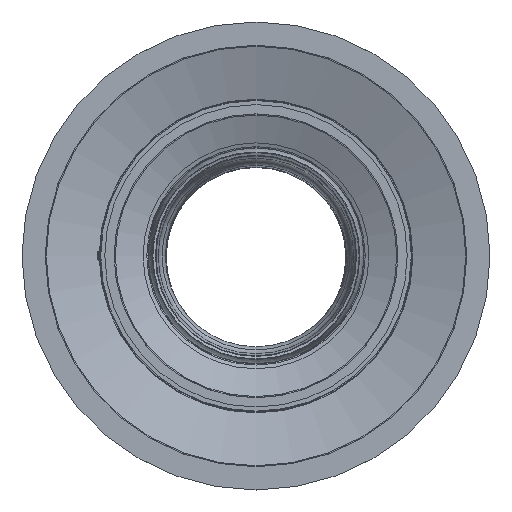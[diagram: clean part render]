
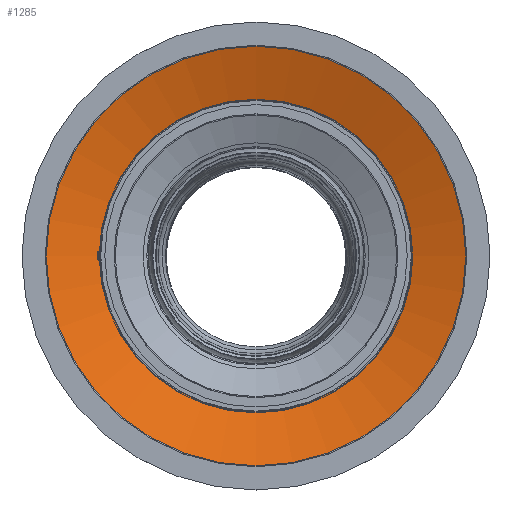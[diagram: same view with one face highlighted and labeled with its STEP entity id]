
A CAD part, top view. The second image highlights one B-rep face of the part: STEP entity #1285.
In plain terms, the highlighted conical face has half-angle 71.595 degrees and reference radius 1289.36 mm.
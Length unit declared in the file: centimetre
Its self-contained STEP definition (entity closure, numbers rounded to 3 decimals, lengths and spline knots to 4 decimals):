
#37=CONICAL_SURFACE('',#1418,128.9362,1.25);
#109=LINE('',#2402,#145);
#145=VECTOR('',#1724,128.9362);
#211=FACE_OUTER_BOUND('',#302,.T.);
#302=EDGE_LOOP('',(#974,#975,#976,#977,#978));
#410=CIRCLE('',#1417,109.9502);
#411=CIRCLE('',#1419,147.9222);
#412=CIRCLE('',#1420,147.9222);
#569=VERTEX_POINT('',#2397);
#570=VERTEX_POINT('',#2401);
#571=VERTEX_POINT('',#2403);
#717=EDGE_CURVE('',#569,#569,#410,.T.);
#718=EDGE_CURVE('',#569,#570,#109,.T.);
#719=EDGE_CURVE('',#571,#570,#411,.T.);
#720=EDGE_CURVE('',#570,#571,#412,.T.);
#974=ORIENTED_EDGE('',*,*,#717,.T.);
#975=ORIENTED_EDGE('',*,*,#718,.T.);
#976=ORIENTED_EDGE('',*,*,#719,.F.);
#977=ORIENTED_EDGE('',*,*,#720,.F.);
#978=ORIENTED_EDGE('',*,*,#718,.F.);
#1285=ADVANCED_FACE('',(#211),#37,.F.);
#1417=AXIS2_PLACEMENT_3D('',#2399,#1720,#1721);
#1418=AXIS2_PLACEMENT_3D('',#2400,#1722,#1723);
#1419=AXIS2_PLACEMENT_3D('',#2404,#1725,#1726);
#1420=AXIS2_PLACEMENT_3D('',#2405,#1727,#1728);
#1720=DIRECTION('center_axis',(0.,0.,-1.));
#1721=DIRECTION('ref_axis',(1.,0.,0.));
#1722=DIRECTION('center_axis',(0.,0.,1.));
#1723=DIRECTION('ref_axis',(-1.,0.,0.));
#1724=DIRECTION('',(0.949,0.,0.316));
#1725=DIRECTION('center_axis',(0.,0.,-1.));
#1726=DIRECTION('ref_axis',(1.,0.,0.));
#1727=DIRECTION('center_axis',(0.,0.,-1.));
#1728=DIRECTION('ref_axis',(1.,0.,0.));
#2397=CARTESIAN_POINT('',(313.8853,155.6314,409.2576));
#2399=CARTESIAN_POINT('Origin',(203.9352,155.6314,409.2576));
#2400=CARTESIAN_POINT('Origin',(203.9352,155.6314,415.5751));
#2401=CARTESIAN_POINT('',(351.8573,155.6314,421.8926));
#2402=CARTESIAN_POINT('',(332.8713,155.6314,415.5751));
#2403=CARTESIAN_POINT('',(203.9352,7.7092,421.8926));
#2404=CARTESIAN_POINT('Origin',(203.9352,155.6314,421.8926));
#2405=CARTESIAN_POINT('Origin',(203.9352,155.6314,421.8926));
